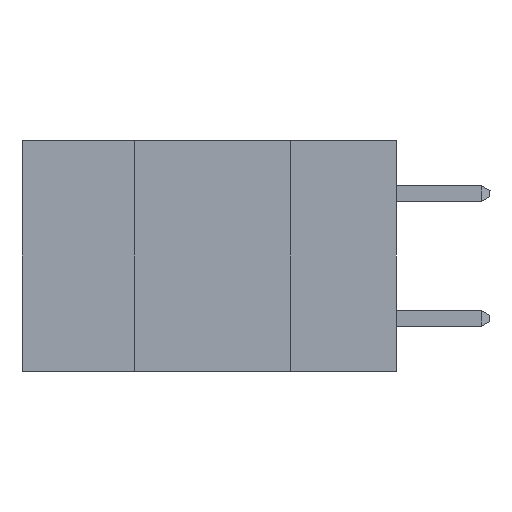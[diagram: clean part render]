
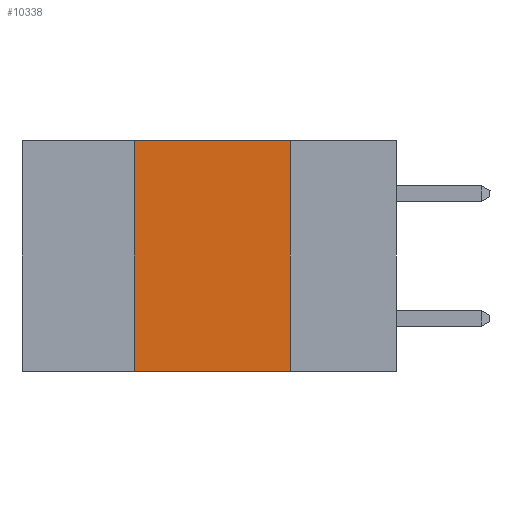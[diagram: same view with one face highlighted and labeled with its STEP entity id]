
A CAD part, left-side view. The second image highlights one B-rep face of the part: STEP entity #10338.
In plain terms, the highlighted planar face has unit normal (-1, 0, 0).
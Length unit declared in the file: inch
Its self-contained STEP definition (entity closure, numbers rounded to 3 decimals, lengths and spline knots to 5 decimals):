
#565 = DIRECTION ( 'NONE',  ( 1., 0., 0. ) ) ;
#819 = LINE ( 'NONE', #25892, #25350 ) ;
#2551 = VECTOR ( 'NONE', #17999, 39.37008 ) ;
#3030 = CARTESIAN_POINT ( 'NONE',  ( 0., 0.42, 0. ) ) ;
#3532 = VECTOR ( 'NONE', #9698, 39.37008 ) ;
#4582 = LINE ( 'NONE', #30672, #24380 ) ;
#6656 = ORIENTED_EDGE ( 'NONE', *, *, #13504, .T. ) ;
#7915 = EDGE_CURVE ( 'NONE', #11004, #23917, #819, .T. ) ;
#8112 = DIRECTION ( 'NONE',  ( 0., 0., -1. ) ) ;
#8151 = ORIENTED_EDGE ( 'NONE', *, *, #31027, .F. ) ;
#8866 = EDGE_CURVE ( 'NONE', #12357, #11004, #10217, .T. ) ;
#9330 = FACE_OUTER_BOUND ( 'NONE', #12316, .T. ) ;
#9698 = DIRECTION ( 'NONE',  ( 0., -1., 0. ) ) ;
#10217 = LINE ( 'NONE', #31588, #3532 ) ;
#10338 = ADVANCED_FACE ( 'NONE', ( #9330 ), #23460, .F. ) ;
#10532 = VERTEX_POINT ( 'NONE', #19546 ) ;
#10696 = CARTESIAN_POINT ( 'NONE',  ( 0., 0.17, 0. ) ) ;
#11004 = VERTEX_POINT ( 'NONE', #10696 ) ;
#11179 = ORIENTED_EDGE ( 'NONE', *, *, #7915, .F. ) ;
#12316 = EDGE_LOOP ( 'NONE', ( #11179, #18987, #8151, #6656 ) ) ;
#12357 = VERTEX_POINT ( 'NONE', #14502 ) ;
#13252 = DIRECTION ( 'NONE',  ( 0., -1., 0. ) ) ;
#13504 = EDGE_CURVE ( 'NONE', #10532, #23917, #4582, .T. ) ;
#14502 = CARTESIAN_POINT ( 'NONE',  ( 0., 0.42, 0. ) ) ;
#17999 = DIRECTION ( 'NONE',  ( 0., 0., 1. ) ) ;
#18231 = DIRECTION ( 'NONE',  ( 0., 0., -1. ) ) ;
#18987 = ORIENTED_EDGE ( 'NONE', *, *, #8866, .F. ) ;
#19546 = CARTESIAN_POINT ( 'NONE',  ( 0., 0.42, -0.37 ) ) ;
#21140 = LINE ( 'NONE', #3030, #2551 ) ;
#23460 = PLANE ( 'NONE',  #29396 ) ;
#23917 = VERTEX_POINT ( 'NONE', #24043 ) ;
#24043 = CARTESIAN_POINT ( 'NONE',  ( 0., 0.17, -0.37 ) ) ;
#24380 = VECTOR ( 'NONE', #13252, 39.37008 ) ;
#25350 = VECTOR ( 'NONE', #18231, 39.37008 ) ;
#25892 = CARTESIAN_POINT ( 'NONE',  ( 0., 0.17, 0. ) ) ;
#26076 = CARTESIAN_POINT ( 'NONE',  ( 0., 0.6, 0. ) ) ;
#29396 = AXIS2_PLACEMENT_3D ( 'NONE', #26076, #565, #8112 ) ;
#30672 = CARTESIAN_POINT ( 'NONE',  ( 0., 0.6, -0.37 ) ) ;
#31027 = EDGE_CURVE ( 'NONE', #10532, #12357, #21140, .T. ) ;
#31588 = CARTESIAN_POINT ( 'NONE',  ( 0., 0.6, 0. ) ) ;
